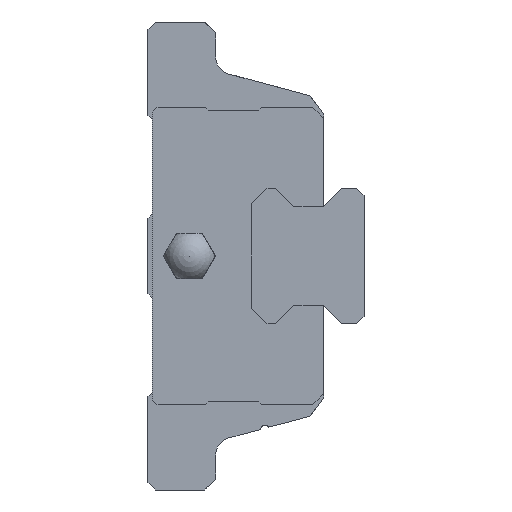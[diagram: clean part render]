
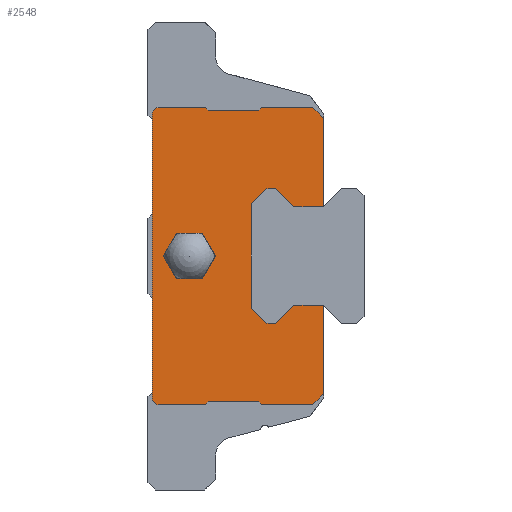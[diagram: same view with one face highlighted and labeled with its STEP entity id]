
A CAD part, left-side view. The second image highlights one B-rep face of the part: STEP entity #2548.
In plain terms, the highlighted planar face has unit normal (-1, 0, 0).
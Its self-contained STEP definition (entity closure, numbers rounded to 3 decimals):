
#555=ORIENTED_EDGE('',*,*,#1048,.F.);
#556=ORIENTED_EDGE('',*,*,#1003,.F.);
#557=ORIENTED_EDGE('',*,*,#1073,.F.);
#558=ORIENTED_EDGE('',*,*,#1071,.F.);
#559=ORIENTED_EDGE('',*,*,#1069,.F.);
#560=ORIENTED_EDGE('',*,*,#1067,.F.);
#561=ORIENTED_EDGE('',*,*,#1065,.F.);
#562=ORIENTED_EDGE('',*,*,#1063,.F.);
#563=ORIENTED_EDGE('',*,*,#1061,.F.);
#564=ORIENTED_EDGE('',*,*,#981,.F.);
#565=ORIENTED_EDGE('',*,*,#978,.F.);
#566=ORIENTED_EDGE('',*,*,#975,.F.);
#567=ORIENTED_EDGE('',*,*,#972,.F.);
#568=ORIENTED_EDGE('',*,*,#969,.F.);
#569=ORIENTED_EDGE('',*,*,#966,.F.);
#570=ORIENTED_EDGE('',*,*,#963,.F.);
#571=ORIENTED_EDGE('',*,*,#960,.F.);
#572=ORIENTED_EDGE('',*,*,#957,.F.);
#573=ORIENTED_EDGE('',*,*,#954,.F.);
#574=ORIENTED_EDGE('',*,*,#950,.F.);
#575=ORIENTED_EDGE('',*,*,#1060,.F.);
#576=ORIENTED_EDGE('',*,*,#1058,.F.);
#577=ORIENTED_EDGE('',*,*,#1056,.F.);
#578=ORIENTED_EDGE('',*,*,#1054,.F.);
#579=ORIENTED_EDGE('',*,*,#1052,.F.);
#580=ORIENTED_EDGE('',*,*,#1050,.F.);
#581=ORIENTED_EDGE('',*,*,#1074,.T.);
#582=ORIENTED_EDGE('',*,*,#1075,.T.);
#583=ORIENTED_EDGE('',*,*,#1076,.T.);
#584=ORIENTED_EDGE('',*,*,#1077,.T.);
#585=ORIENTED_EDGE('',*,*,#1078,.T.);
#586=ORIENTED_EDGE('',*,*,#1079,.T.);
#950=EDGE_CURVE('',#1286,#1287,#1526,.T.);
#954=EDGE_CURVE('',#1287,#1290,#1530,.T.);
#957=EDGE_CURVE('',#1290,#1292,#1533,.T.);
#960=EDGE_CURVE('',#1292,#1294,#1536,.T.);
#963=EDGE_CURVE('',#1294,#1296,#1539,.T.);
#966=EDGE_CURVE('',#1296,#1298,#1542,.T.);
#969=EDGE_CURVE('',#1298,#1300,#1545,.T.);
#972=EDGE_CURVE('',#1300,#1302,#1548,.T.);
#975=EDGE_CURVE('',#1302,#1304,#1551,.T.);
#978=EDGE_CURVE('',#1304,#1306,#1554,.T.);
#981=EDGE_CURVE('',#1306,#1308,#1557,.T.);
#1003=EDGE_CURVE('',#1314,#1315,#1578,.T.);
#1048=EDGE_CURVE('',#1315,#1341,#1621,.T.);
#1050=EDGE_CURVE('',#1341,#1342,#1623,.T.);
#1052=EDGE_CURVE('',#1342,#1343,#1625,.T.);
#1054=EDGE_CURVE('',#1343,#1344,#1627,.T.);
#1056=EDGE_CURVE('',#1344,#1345,#1629,.T.);
#1058=EDGE_CURVE('',#1345,#1346,#1631,.T.);
#1060=EDGE_CURVE('',#1346,#1286,#1633,.T.);
#1061=EDGE_CURVE('',#1308,#1347,#1634,.T.);
#1063=EDGE_CURVE('',#1347,#1348,#1636,.T.);
#1065=EDGE_CURVE('',#1348,#1349,#1638,.T.);
#1067=EDGE_CURVE('',#1349,#1350,#1640,.T.);
#1069=EDGE_CURVE('',#1350,#1351,#1642,.T.);
#1071=EDGE_CURVE('',#1351,#1352,#1644,.T.);
#1073=EDGE_CURVE('',#1352,#1314,#1646,.T.);
#1074=EDGE_CURVE('',#1353,#1354,#1647,.T.);
#1075=EDGE_CURVE('',#1354,#1355,#1648,.T.);
#1076=EDGE_CURVE('',#1355,#1356,#1649,.T.);
#1077=EDGE_CURVE('',#1356,#1357,#1650,.T.);
#1078=EDGE_CURVE('',#1357,#1358,#1651,.T.);
#1079=EDGE_CURVE('',#1358,#1353,#1652,.T.);
#1286=VERTEX_POINT('',#3763);
#1287=VERTEX_POINT('',#3765);
#1290=VERTEX_POINT('',#3773);
#1292=VERTEX_POINT('',#3779);
#1294=VERTEX_POINT('',#3785);
#1296=VERTEX_POINT('',#3791);
#1298=VERTEX_POINT('',#3797);
#1300=VERTEX_POINT('',#3803);
#1302=VERTEX_POINT('',#3809);
#1304=VERTEX_POINT('',#3815);
#1306=VERTEX_POINT('',#3821);
#1308=VERTEX_POINT('',#3827);
#1314=VERTEX_POINT('',#3867);
#1315=VERTEX_POINT('',#3869);
#1341=VERTEX_POINT('',#3959);
#1342=VERTEX_POINT('',#3963);
#1343=VERTEX_POINT('',#3967);
#1344=VERTEX_POINT('',#3971);
#1345=VERTEX_POINT('',#3975);
#1346=VERTEX_POINT('',#3979);
#1347=VERTEX_POINT('',#3985);
#1348=VERTEX_POINT('',#3989);
#1349=VERTEX_POINT('',#3993);
#1350=VERTEX_POINT('',#3997);
#1351=VERTEX_POINT('',#4001);
#1352=VERTEX_POINT('',#4005);
#1353=VERTEX_POINT('',#4011);
#1354=VERTEX_POINT('',#4012);
#1355=VERTEX_POINT('',#4014);
#1356=VERTEX_POINT('',#4016);
#1357=VERTEX_POINT('',#4018);
#1358=VERTEX_POINT('',#4020);
#1526=LINE('',#3764,#1836);
#1530=LINE('',#3772,#1840);
#1533=LINE('',#3778,#1843);
#1536=LINE('',#3784,#1846);
#1539=LINE('',#3790,#1849);
#1542=LINE('',#3796,#1852);
#1545=LINE('',#3802,#1855);
#1548=LINE('',#3808,#1858);
#1551=LINE('',#3814,#1861);
#1554=LINE('',#3820,#1864);
#1557=LINE('',#3826,#1867);
#1578=LINE('',#3868,#1888);
#1621=LINE('',#3958,#1931);
#1623=LINE('',#3962,#1933);
#1625=LINE('',#3966,#1935);
#1627=LINE('',#3970,#1937);
#1629=LINE('',#3974,#1939);
#1631=LINE('',#3978,#1941);
#1633=LINE('',#3982,#1943);
#1634=LINE('',#3984,#1944);
#1636=LINE('',#3988,#1946);
#1638=LINE('',#3992,#1948);
#1640=LINE('',#3996,#1950);
#1642=LINE('',#4000,#1952);
#1644=LINE('',#4004,#1954);
#1646=LINE('',#4008,#1956);
#1647=LINE('',#4010,#1957);
#1648=LINE('',#4013,#1958);
#1649=LINE('',#4015,#1959);
#1650=LINE('',#4017,#1960);
#1651=LINE('',#4019,#1961);
#1652=LINE('',#4021,#1962);
#1836=VECTOR('',#3004,1000.);
#1840=VECTOR('',#3010,1000.);
#1843=VECTOR('',#3015,1000.);
#1846=VECTOR('',#3020,1000.);
#1849=VECTOR('',#3025,1000.);
#1852=VECTOR('',#3030,1000.);
#1855=VECTOR('',#3035,1000.);
#1858=VECTOR('',#3040,1000.);
#1861=VECTOR('',#3045,1000.);
#1864=VECTOR('',#3050,1000.);
#1867=VECTOR('',#3055,1000.);
#1888=VECTOR('',#3104,1000.);
#1931=VECTOR('',#3189,1000.);
#1933=VECTOR('',#3193,1000.);
#1935=VECTOR('',#3197,1000.);
#1937=VECTOR('',#3201,1000.);
#1939=VECTOR('',#3205,1000.);
#1941=VECTOR('',#3209,1000.);
#1943=VECTOR('',#3213,1000.);
#1944=VECTOR('',#3216,1000.);
#1946=VECTOR('',#3220,1000.);
#1948=VECTOR('',#3224,1000.);
#1950=VECTOR('',#3228,1000.);
#1952=VECTOR('',#3232,1000.);
#1954=VECTOR('',#3236,1000.);
#1956=VECTOR('',#3240,1000.);
#1957=VECTOR('',#3243,1000.);
#1958=VECTOR('',#3244,1000.);
#1959=VECTOR('',#3245,1000.);
#1960=VECTOR('',#3246,1000.);
#1961=VECTOR('',#3247,1000.);
#1962=VECTOR('',#3248,1000.);
#2126=EDGE_LOOP('',(#555,#556,#557,#558,#559,#560,#561,#562,#563,#564,#565,
#566,#567,#568,#569,#570,#571,#572,#573,#574,#575,#576,#577,#578,#579,#580));
#2127=EDGE_LOOP('',(#581,#582,#583,#584,#585,#586));
#2282=FACE_BOUND('',#2126,.T.);
#2283=FACE_BOUND('',#2127,.T.);
#2426=PLANE('',#2732);
#2548=ADVANCED_FACE('',(#2282,#2283),#2426,.F.);
#2732=AXIS2_PLACEMENT_3D('',#4009,#3241,#3242);
#3004=DIRECTION('',(0.,0.,-1.));
#3010=DIRECTION('',(0.,1.,0.));
#3015=DIRECTION('',(0.,0.707,0.707));
#3020=DIRECTION('',(0.,1.,0.));
#3025=DIRECTION('',(0.,0.711,-0.703));
#3030=DIRECTION('',(0.,0.,-1.));
#3035=DIRECTION('',(0.,-0.711,-0.703));
#3040=DIRECTION('',(0.,-1.,0.));
#3045=DIRECTION('',(0.,-0.707,0.707));
#3050=DIRECTION('',(0.,-1.,0.));
#3055=DIRECTION('',(0.,0.,-1.));
#3104=DIRECTION('',(0.,0.,1.));
#3189=DIRECTION('',(0.,-0.707,0.707));
#3193=DIRECTION('',(0.,-1.,0.));
#3197=DIRECTION('',(0.,-0.707,-0.707));
#3201=DIRECTION('',(0.,-1.,0.));
#3205=DIRECTION('',(0.,-0.707,0.707));
#3209=DIRECTION('',(0.,-1.,0.));
#3213=DIRECTION('',(0.,-0.707,-0.707));
#3216=DIRECTION('',(0.,0.707,-0.707));
#3220=DIRECTION('',(0.,1.,0.));
#3224=DIRECTION('',(0.,0.707,0.707));
#3228=DIRECTION('',(0.,1.,0.));
#3232=DIRECTION('',(0.,0.707,-0.707));
#3236=DIRECTION('',(0.,1.,0.));
#3240=DIRECTION('',(0.,0.707,0.707));
#3241=DIRECTION('',(1.,0.,0.));
#3242=DIRECTION('',(0.,0.,-1.));
#3243=DIRECTION('',(0.,1.,0.));
#3244=DIRECTION('',(0.,0.5,0.866));
#3245=DIRECTION('',(0.,-0.5,0.866));
#3246=DIRECTION('',(0.,-1.,0.));
#3247=DIRECTION('',(0.,-0.5,-0.866));
#3248=DIRECTION('',(0.,0.5,-0.866));
#3763=CARTESIAN_POINT('',(-20.25,-19.5,15.3));
#3764=CARTESIAN_POINT('',(-20.25,-19.5,15.3));
#3765=CARTESIAN_POINT('',(-20.25,-19.5,5.5));
#3772=CARTESIAN_POINT('',(-20.25,-19.5,5.5));
#3773=CARTESIAN_POINT('',(-20.25,-16.2,5.5));
#3778=CARTESIAN_POINT('',(-20.25,-16.2,5.5));
#3779=CARTESIAN_POINT('',(-20.25,-14.2,7.5));
#3784=CARTESIAN_POINT('',(-20.25,-14.2,7.5));
#3785=CARTESIAN_POINT('',(-20.25,-13.22,7.5));
#3790=CARTESIAN_POINT('',(-20.25,-13.22,7.5));
#3791=CARTESIAN_POINT('',(-20.25,-11.5,5.8));
#3796=CARTESIAN_POINT('',(-20.25,-11.5,5.8));
#3797=CARTESIAN_POINT('',(-20.25,-11.5,-5.8));
#3802=CARTESIAN_POINT('',(-20.25,-11.5,-5.8));
#3803=CARTESIAN_POINT('',(-20.25,-13.22,-7.5));
#3808=CARTESIAN_POINT('',(-20.25,-13.22,-7.5));
#3809=CARTESIAN_POINT('',(-20.25,-14.2,-7.5));
#3814=CARTESIAN_POINT('',(-20.25,-14.2,-7.5));
#3815=CARTESIAN_POINT('',(-20.25,-16.2,-5.5));
#3820=CARTESIAN_POINT('',(-20.25,-16.2,-5.5));
#3821=CARTESIAN_POINT('',(-20.25,-19.5,-5.5));
#3826=CARTESIAN_POINT('',(-20.25,-19.5,-5.5));
#3827=CARTESIAN_POINT('',(-20.25,-19.5,-15.3));
#3867=CARTESIAN_POINT('',(-20.25,-0.5,-16.));
#3868=CARTESIAN_POINT('',(-20.25,-0.5,-16.));
#3869=CARTESIAN_POINT('',(-20.25,-0.5,16.));
#3958=CARTESIAN_POINT('',(-20.25,-0.5,16.));
#3959=CARTESIAN_POINT('',(-20.25,-1.,16.5));
#3962=CARTESIAN_POINT('',(-20.25,-1.,16.5));
#3963=CARTESIAN_POINT('',(-20.25,-6.375,16.5));
#3966=CARTESIAN_POINT('',(-20.25,-6.375,16.5));
#3967=CARTESIAN_POINT('',(-20.25,-6.675,16.2));
#3970=CARTESIAN_POINT('',(-20.25,-6.675,16.2));
#3971=CARTESIAN_POINT('',(-20.25,-12.325,16.2));
#3974=CARTESIAN_POINT('',(-20.25,-12.325,16.2));
#3975=CARTESIAN_POINT('',(-20.25,-12.625,16.5));
#3978=CARTESIAN_POINT('',(-20.25,-12.625,16.5));
#3979=CARTESIAN_POINT('',(-20.25,-18.3,16.5));
#3982=CARTESIAN_POINT('',(-20.25,-18.3,16.5));
#3984=CARTESIAN_POINT('',(-20.25,-19.5,-15.3));
#3985=CARTESIAN_POINT('',(-20.25,-18.3,-16.5));
#3988=CARTESIAN_POINT('',(-20.25,-18.3,-16.5));
#3989=CARTESIAN_POINT('',(-20.25,-12.625,-16.5));
#3992=CARTESIAN_POINT('',(-20.25,-12.625,-16.5));
#3993=CARTESIAN_POINT('',(-20.25,-12.325,-16.2));
#3996=CARTESIAN_POINT('',(-20.25,-12.325,-16.2));
#3997=CARTESIAN_POINT('',(-20.25,-6.675,-16.2));
#4000=CARTESIAN_POINT('',(-20.25,-6.675,-16.2));
#4001=CARTESIAN_POINT('',(-20.25,-6.375,-16.5));
#4004=CARTESIAN_POINT('',(-20.25,-6.375,-16.5));
#4005=CARTESIAN_POINT('',(-20.25,-1.,-16.5));
#4008=CARTESIAN_POINT('',(-20.25,-1.,-16.5));
#4009=CARTESIAN_POINT('',(-20.25,0.,0.));
#4010=CARTESIAN_POINT('',(-20.25,-6.043,-2.5));
#4011=CARTESIAN_POINT('',(-20.25,-6.043,-2.5));
#4012=CARTESIAN_POINT('',(-20.25,-3.157,-2.5));
#4013=CARTESIAN_POINT('',(-20.25,-3.157,-2.5));
#4014=CARTESIAN_POINT('',(-20.25,-1.713,0.));
#4015=CARTESIAN_POINT('',(-20.25,-1.713,0.));
#4016=CARTESIAN_POINT('',(-20.25,-3.157,2.5));
#4017=CARTESIAN_POINT('',(-20.25,-3.157,2.5));
#4018=CARTESIAN_POINT('',(-20.25,-6.043,2.5));
#4019=CARTESIAN_POINT('',(-20.25,-6.043,2.5));
#4020=CARTESIAN_POINT('',(-20.25,-7.487,0.));
#4021=CARTESIAN_POINT('',(-20.25,-7.487,0.));
